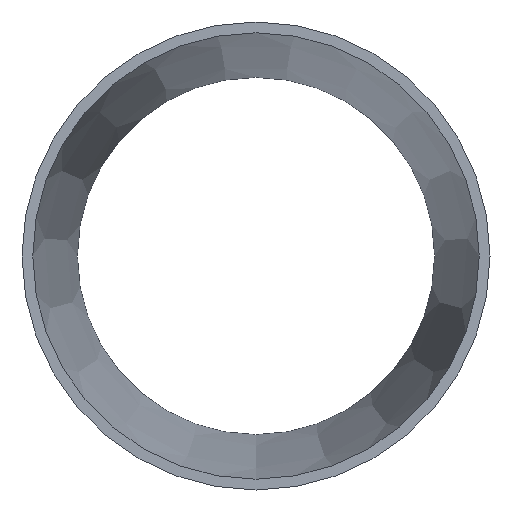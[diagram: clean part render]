
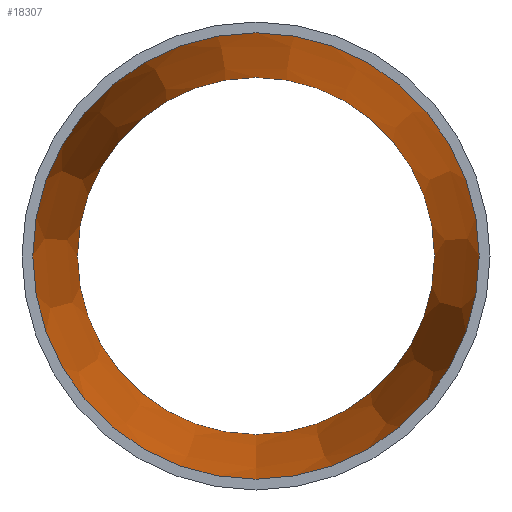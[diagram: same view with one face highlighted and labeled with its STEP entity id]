
A CAD part, front view. The second image highlights one B-rep face of the part: STEP entity #18307.
In plain terms, the highlighted conical face has half-angle 5.621 degrees and reference radius 62.486 mm.
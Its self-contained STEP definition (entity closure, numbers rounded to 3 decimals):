
#322 = DIRECTION ( 'NONE',  ( 0., 0., -1. ) ) ;
#1271 = ORIENTED_EDGE ( 'NONE', *, *, #7322, .T. ) ;
#2547 = DIRECTION ( 'NONE',  ( 0., -1., 0. ) ) ;
#3363 = EDGE_CURVE ( 'NONE', #8439, #8439, #20174, .T. ) ;
#3581 = DIRECTION ( 'NONE',  ( 0., -1., 0. ) ) ;
#5679 = AXIS2_PLACEMENT_3D ( 'NONE', #10051, #7011, #13771 ) ;
#6247 = EDGE_LOOP ( 'NONE', ( #1271 ) ) ;
#7011 = DIRECTION ( 'NONE',  ( 0., -1., 0. ) ) ;
#7322 = EDGE_CURVE ( 'NONE', #15215, #15215, #16524, .T. ) ;
#7478 = AXIS2_PLACEMENT_3D ( 'NONE', #18729, #2547, #322 ) ;
#7816 = CONICAL_SURFACE ( 'NONE', #24263, 62.486, 0.098 ) ;
#8439 = VERTEX_POINT ( 'NONE', #23739 ) ;
#8583 = CARTESIAN_POINT ( 'NONE',  ( 0., 0., 0. ) ) ;
#10051 = CARTESIAN_POINT ( 'NONE',  ( 0., 0., 0. ) ) ;
#10917 = DIRECTION ( 'NONE',  ( 0., 0., -1. ) ) ;
#11434 = FACE_BOUND ( 'NONE', #23696, .T. ) ;
#13771 = DIRECTION ( 'NONE',  ( 0., 0., -1. ) ) ;
#15215 = VERTEX_POINT ( 'NONE', #24175 ) ;
#16524 = CIRCLE ( 'NONE', #5679, 62.486 ) ;
#18307 = ADVANCED_FACE ( 'NONE', ( #11434, #25533 ), #7816, .F. ) ;
#18426 = ORIENTED_EDGE ( 'NONE', *, *, #3363, .F. ) ;
#18729 = CARTESIAN_POINT ( 'NONE',  ( 0., 127., 0. ) ) ;
#20174 = CIRCLE ( 'NONE', #7478, 49.986 ) ;
#23696 = EDGE_LOOP ( 'NONE', ( #18426 ) ) ;
#23739 = CARTESIAN_POINT ( 'NONE',  ( 0., 127., -49.986 ) ) ;
#24175 = CARTESIAN_POINT ( 'NONE',  ( 0., 0., -62.486 ) ) ;
#24263 = AXIS2_PLACEMENT_3D ( 'NONE', #8583, #3581, #10917 ) ;
#25533 = FACE_OUTER_BOUND ( 'NONE', #6247, .T. ) ;
